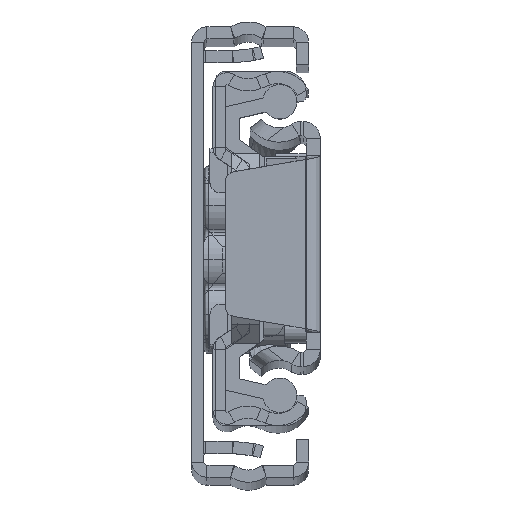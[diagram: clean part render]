
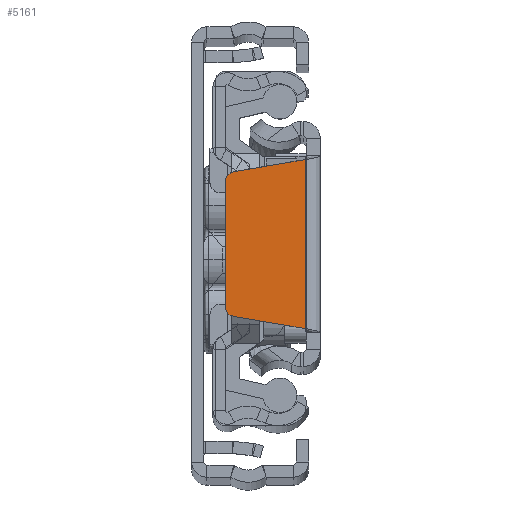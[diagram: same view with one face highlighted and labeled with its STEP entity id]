
A CAD part, top view. The second image highlights one B-rep face of the part: STEP entity #5161.
In plain terms, the highlighted planar face has unit normal (0, 0, 1).
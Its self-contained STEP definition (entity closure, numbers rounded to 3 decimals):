
#181 = LINE ( 'NONE', #14896, #4421 ) ;
#270 = AXIS2_PLACEMENT_3D ( 'NONE', #13296, #8145, #18263 ) ;
#370 = EDGE_CURVE ( 'NONE', #8661, #729, #4044, .T. ) ;
#474 = LINE ( 'NONE', #20473, #14144 ) ;
#729 = VERTEX_POINT ( 'NONE', #12998 ) ;
#3587 = VERTEX_POINT ( 'NONE', #19182 ) ;
#4044 = CIRCLE ( 'NONE', #270, 1. ) ;
#4421 = VECTOR ( 'NONE', #6732, 1000. ) ;
#4851 = DIRECTION ( 'NONE',  ( 0.986, 0.168, 0. ) ) ;
#5042 = DIRECTION ( 'NONE',  ( 0., 0., -1. ) ) ;
#5161 = ADVANCED_FACE ( 'NONE', ( #13199 ), #19792, .F. ) ;
#6294 = CARTESIAN_POINT ( 'NONE',  ( -1.5, -8.35, 0. ) ) ;
#6331 = DIRECTION ( 'NONE',  ( 0., 0., -1. ) ) ;
#6697 = CARTESIAN_POINT ( 'NONE',  ( -9.4, 6.156, 0. ) ) ;
#6732 = DIRECTION ( 'NONE',  ( -0.986, 0.168, 0. ) ) ;
#7649 = VERTEX_POINT ( 'NONE', #15871 ) ;
#7990 = LINE ( 'NONE', #18092, #9678 ) ;
#8145 = DIRECTION ( 'NONE',  ( 0., 0., -1. ) ) ;
#8167 = CARTESIAN_POINT ( 'NONE',  ( -8.4, 6.156, 0. ) ) ;
#8456 = EDGE_CURVE ( 'NONE', #14576, #10434, #181, .T. ) ;
#8661 = VERTEX_POINT ( 'NONE', #9710 ) ;
#9626 = ORIENTED_EDGE ( 'NONE', *, *, #13428, .F. ) ;
#9678 = VECTOR ( 'NONE', #4851, 1000. ) ;
#9710 = CARTESIAN_POINT ( 'NONE',  ( -9.4, 6.156, 0. ) ) ;
#10393 = ORIENTED_EDGE ( 'NONE', *, *, #19696, .F. ) ;
#10434 = VERTEX_POINT ( 'NONE', #13755 ) ;
#11645 = LINE ( 'NONE', #6697, #13848 ) ;
#12857 = ORIENTED_EDGE ( 'NONE', *, *, #8456, .F. ) ;
#12868 = DIRECTION ( 'NONE',  ( -1., 0., 0. ) ) ;
#12998 = CARTESIAN_POINT ( 'NONE',  ( -8.568, 7.142, 0. ) ) ;
#13199 = FACE_OUTER_BOUND ( 'NONE', #19929, .T. ) ;
#13296 = CARTESIAN_POINT ( 'NONE',  ( -8.4, 6.156, 0. ) ) ;
#13428 = EDGE_CURVE ( 'NONE', #729, #7649, #7990, .T. ) ;
#13755 = CARTESIAN_POINT ( 'NONE',  ( -8.568, -7.142, 0. ) ) ;
#13848 = VECTOR ( 'NONE', #14860, 1000. ) ;
#14144 = VECTOR ( 'NONE', #15416, 1000. ) ;
#14576 = VERTEX_POINT ( 'NONE', #6294 ) ;
#14860 = DIRECTION ( 'NONE',  ( 0., 1., 0. ) ) ;
#14896 = CARTESIAN_POINT ( 'NONE',  ( -8.568, -7.142, 0. ) ) ;
#15416 = DIRECTION ( 'NONE',  ( 0., -1., 0. ) ) ;
#15871 = CARTESIAN_POINT ( 'NONE',  ( -1.5, 8.35, 0. ) ) ;
#16133 = DIRECTION ( 'NONE',  ( -1., 0., 0. ) ) ;
#16982 = AXIS2_PLACEMENT_3D ( 'NONE', #21084, #6331, #12868 ) ;
#17620 = ORIENTED_EDGE ( 'NONE', *, *, #20472, .F. ) ;
#18092 = CARTESIAN_POINT ( 'NONE',  ( -1.5, 8.35, 0. ) ) ;
#18142 = EDGE_CURVE ( 'NONE', #7649, #14576, #474, .T. ) ;
#18263 = DIRECTION ( 'NONE',  ( -1., 0., 0. ) ) ;
#18758 = ORIENTED_EDGE ( 'NONE', *, *, #18142, .F. ) ;
#18818 = AXIS2_PLACEMENT_3D ( 'NONE', #8167, #5042, #16133 ) ;
#19182 = CARTESIAN_POINT ( 'NONE',  ( -9.4, -6.156, 0. ) ) ;
#19418 = CIRCLE ( 'NONE', #16982, 1. ) ;
#19696 = EDGE_CURVE ( 'NONE', #3587, #8661, #11645, .T. ) ;
#19792 = PLANE ( 'NONE',  #18818 ) ;
#19929 = EDGE_LOOP ( 'NONE', ( #18758, #9626, #20083, #10393, #17620, #12857 ) ) ;
#20083 = ORIENTED_EDGE ( 'NONE', *, *, #370, .F. ) ;
#20472 = EDGE_CURVE ( 'NONE', #10434, #3587, #19418, .T. ) ;
#20473 = CARTESIAN_POINT ( 'NONE',  ( -1.5, -8.35, 0. ) ) ;
#21084 = CARTESIAN_POINT ( 'NONE',  ( -8.4, -6.156, 0. ) ) ;
